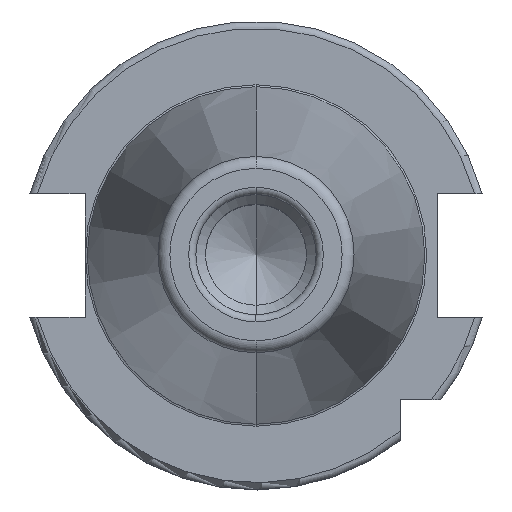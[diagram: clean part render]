
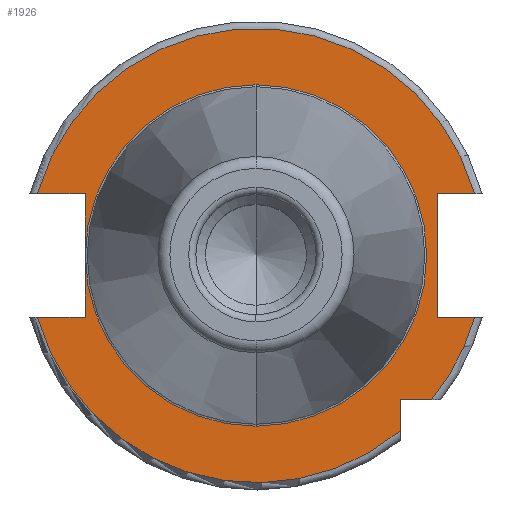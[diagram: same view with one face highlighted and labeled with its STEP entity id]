
A CAD part, top view. The second image highlights one B-rep face of the part: STEP entity #1926.
In plain terms, the highlighted planar face has unit normal (0, 0, 1).
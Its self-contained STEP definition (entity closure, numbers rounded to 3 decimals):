
#273=CARTESIAN_POINT('',(0,0,15.9));
#274=DIRECTION('',(0,0,-1));
#275=DIRECTION('',(0,1,0));
#276=AXIS2_PLACEMENT_3D('',#273,#274,#275);
#278=CARTESIAN_POINT('',(0,0,15.9));
#279=DIRECTION('',(0,0,1));
#280=DIRECTION('',(0,1,0));
#281=AXIS2_PLACEMENT_3D('',#278,#279,#280);
#293=CARTESIAN_POINT('',(0,0,15.9));
#294=DIRECTION('',(0,0,1));
#295=DIRECTION('',(-1,0,0));
#296=AXIS2_PLACEMENT_3D('',#293,#294,#295);
#298=DIRECTION('',(1,0,0));
#299=VECTOR('',#298,9.969);
#300=CARTESIAN_POINT('',(-45.469,-12.85,15.9));
#301=LINE('',#300,#299);
#302=DIRECTION('',(0.,1,0));
#303=VECTOR('',#302,12.85);
#304=CARTESIAN_POINT('',(-35.5,-12.85,15.9));
#305=LINE('',#304,#303);
#306=DIRECTION('',(0.,1,0));
#307=VECTOR('',#306,12.85);
#308=CARTESIAN_POINT('',(-35.5,0,15.9));
#309=LINE('',#308,#307);
#310=DIRECTION('',(1,0,0));
#311=VECTOR('',#310,9.969);
#312=CARTESIAN_POINT('',(-45.469,12.85,15.9));
#313=LINE('',#312,#311);
#314=DIRECTION('',(-1,0,0));
#315=VECTOR('',#314,7.769);
#316=CARTESIAN_POINT('',(45.469,12.85,15.9));
#317=LINE('',#316,#315);
#318=DIRECTION('',(0,-1,0));
#319=VECTOR('',#318,25.7);
#320=CARTESIAN_POINT('',(37.7,12.85,15.9));
#321=LINE('',#320,#319);
#322=DIRECTION('',(-1,0,0));
#323=VECTOR('',#322,7.769);
#324=CARTESIAN_POINT('',(45.469,-12.85,15.9));
#325=LINE('',#324,#323);
#326=CARTESIAN_POINT('',(0,0,15.9));
#327=DIRECTION('',(0,0,1));
#328=DIRECTION('',(0.773,-0.635,0));
#329=AXIS2_PLACEMENT_3D('',#326,#327,#328);
#331=DIRECTION('',(-1,0,0));
#332=VECTOR('',#331,6.504);
#333=CARTESIAN_POINT('',(36.504,-30,15.9));
#334=LINE('',#333,#332);
#335=DIRECTION('',(0,1,0));
#336=VECTOR('',#335,6.504);
#337=CARTESIAN_POINT('',(30,-36.504,15.9));
#338=LINE('',#337,#336);
#974=CARTESIAN_POINT('',(0,0,15.9));
#975=DIRECTION('',(0,0,1));
#976=DIRECTION('',(0.962,0.272,0));
#977=AXIS2_PLACEMENT_3D('',#974,#975,#976);
#1025=CARTESIAN_POINT('',(0,0,15.9));
#1026=DIRECTION('',(0,0,1));
#1027=DIRECTION('',(-0.962,-0.272,0));
#1028=AXIS2_PLACEMENT_3D('',#1025,#1026,#1027);
#1200=CARTESIAN_POINT('',(0,35.5,15.9));
#1202=VERTEX_POINT('',#1200);
#1224=CARTESIAN_POINT('',(0,-35.5,15.9));
#1226=VERTEX_POINT('',#1224);
#1372=CARTESIAN_POINT('',(-45.469,-12.85,15.9));
#1373=CARTESIAN_POINT('',(-35.5,-12.85,15.9));
#1374=VERTEX_POINT('',#1372);
#1375=VERTEX_POINT('',#1373);
#1376=CARTESIAN_POINT('',(-35.5,0,15.9));
#1377=VERTEX_POINT('',#1376);
#1378=CARTESIAN_POINT('',(-35.5,12.85,15.9));
#1379=VERTEX_POINT('',#1378);
#1380=CARTESIAN_POINT('',(-45.469,12.85,15.9));
#1381=VERTEX_POINT('',#1380);
#1382=CARTESIAN_POINT('',(37.7,12.85,15.9));
#1383=CARTESIAN_POINT('',(37.7,-12.85,15.9));
#1384=VERTEX_POINT('',#1382);
#1385=VERTEX_POINT('',#1383);
#1386=CARTESIAN_POINT('',(45.469,-12.85,15.9));
#1387=VERTEX_POINT('',#1386);
#1388=CARTESIAN_POINT('',(45.469,12.85,15.9));
#1389=VERTEX_POINT('',#1388);
#1390=CARTESIAN_POINT('',(30,-36.504,15.9));
#1391=CARTESIAN_POINT('',(30,-30,15.9));
#1392=VERTEX_POINT('',#1390);
#1393=VERTEX_POINT('',#1391);
#1394=CARTESIAN_POINT('',(36.504,-30,15.9));
#1395=VERTEX_POINT('',#1394);
#1892=CARTESIAN_POINT('',(0,0,15.9));
#1893=DIRECTION('',(0,0,-1));
#1894=DIRECTION('',(0,-1,0));
#1895=AXIS2_PLACEMENT_3D('',#1892,#1893,#1894);
#1896=PLANE('',#1895);
#1898=ORIENTED_EDGE('',*,*,#1897,.T.);
#1900=ORIENTED_EDGE('',*,*,#1899,.T.);
#1901=ORIENTED_EDGE('',*,*,#1887,.T.);
#1902=ORIENTED_EDGE('',*,*,#1869,.F.);
#1903=ORIENTED_EDGE('',*,*,#1882,.T.);
#1905=ORIENTED_EDGE('',*,*,#1904,.T.);
#1907=ORIENTED_EDGE('',*,*,#1906,.F.);
#1909=ORIENTED_EDGE('',*,*,#1908,.F.);
#1911=ORIENTED_EDGE('',*,*,#1910,.T.);
#1913=ORIENTED_EDGE('',*,*,#1912,.T.);
#1915=ORIENTED_EDGE('',*,*,#1914,.F.);
#1917=ORIENTED_EDGE('',*,*,#1916,.F.);
#1919=ORIENTED_EDGE('',*,*,#1918,.T.);
#1921=ORIENTED_EDGE('',*,*,#1920,.F.);
#1923=ORIENTED_EDGE('',*,*,#1922,.F.);
#1924=EDGE_LOOP('',(#1898,#1900,#1901,#1902,#1903,#1905,#1907,#1909,#1911,#1913,
#1915,#1917,#1919,#1921,#1923));
#1925=FACE_OUTER_BOUND('',#1924,.F.);
#1926=ADVANCED_FACE('',(#1925),#1896,.F.);
#277=CIRCLE('',#276,35.5);
#282=CIRCLE('',#281,35.5);
#297=CIRCLE('',#296,35.5);
#330=CIRCLE('',#329,47.25);
#978=CIRCLE('',#977,47.25);
#1029=CIRCLE('',#1028,47.25);
#1869=EDGE_CURVE('',#1202,#1226,#277,.T.);
#1882=EDGE_CURVE('',#1202,#1377,#282,.T.);
#1887=EDGE_CURVE('',#1377,#1226,#297,.T.);
#1897=EDGE_CURVE('',#1374,#1375,#301,.T.);
#1899=EDGE_CURVE('',#1375,#1377,#305,.T.);
#1904=EDGE_CURVE('',#1377,#1379,#309,.T.);
#1906=EDGE_CURVE('',#1381,#1379,#313,.T.);
#1908=EDGE_CURVE('',#1389,#1381,#978,.T.);
#1910=EDGE_CURVE('',#1389,#1384,#317,.T.);
#1912=EDGE_CURVE('',#1384,#1385,#321,.T.);
#1914=EDGE_CURVE('',#1387,#1385,#325,.T.);
#1916=EDGE_CURVE('',#1395,#1387,#330,.T.);
#1918=EDGE_CURVE('',#1395,#1393,#334,.T.);
#1920=EDGE_CURVE('',#1392,#1393,#338,.T.);
#1922=EDGE_CURVE('',#1374,#1392,#1029,.T.);
